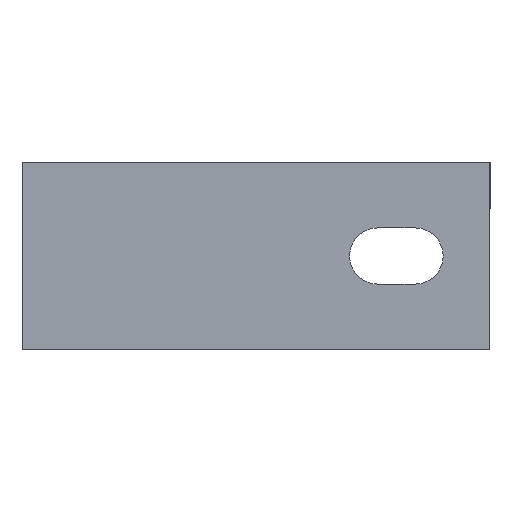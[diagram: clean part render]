
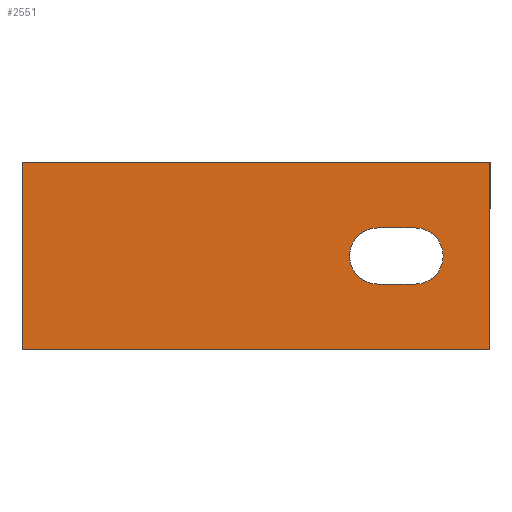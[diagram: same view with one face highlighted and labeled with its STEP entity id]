
A CAD part, front view. The second image highlights one B-rep face of the part: STEP entity #2551.
In plain terms, the highlighted planar face has unit normal (0, -1, 0).
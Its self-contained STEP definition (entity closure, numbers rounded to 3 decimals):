
#2 = DIRECTION ( 'NONE',  ( -1., 0., 0. ) ) ;
#6 = CARTESIAN_POINT ( 'NONE',  ( -50., 0., -20. ) ) ;
#7 = CARTESIAN_POINT ( 'NONE',  ( 26., 0., 6. ) ) ;
#8 = DIRECTION ( 'NONE',  ( 1., 0., 0. ) ) ;
#32 = DIRECTION ( 'NONE',  ( 0., 1., 0. ) ) ;
#36 = CARTESIAN_POINT ( 'NONE',  ( 50., 0., -20. ) ) ;
#37 = DIRECTION ( 'NONE',  ( 0., 0., -1. ) ) ;
#49 = DIRECTION ( 'NONE',  ( 0., 0., 1. ) ) ;
#50 = CARTESIAN_POINT ( 'NONE',  ( 34., 0., 0. ) ) ;
#51 = DIRECTION ( 'NONE',  ( 0., 0., 1. ) ) ;
#53 = CARTESIAN_POINT ( 'NONE',  ( -50., 0., -20. ) ) ;
#138 = AXIS2_PLACEMENT_3D ( 'NONE', #2057, #2058, #2059 ) ;
#205 = EDGE_CURVE ( 'NONE', #420, #399, #2913, .T. ) ;
#213 = EDGE_CURVE ( 'NONE', #389, #394, #2915, .T. ) ;
#216 = EDGE_CURVE ( 'NONE', #497, #420, #2752, .T. ) ;
#219 = EDGE_CURVE ( 'NONE', #503, #461, #2776, .T. ) ;
#220 = EDGE_CURVE ( 'NONE', #394, #503, #2781, .T. ) ;
#255 = AXIS2_PLACEMENT_3D ( 'NONE', #50, #32, #49 ) ;
#389 = VERTEX_POINT ( 'NONE', #981 ) ;
#394 = VERTEX_POINT ( 'NONE', #986 ) ;
#399 = VERTEX_POINT ( 'NONE', #991 ) ;
#407 = VERTEX_POINT ( 'NONE', #998 ) ;
#420 = VERTEX_POINT ( 'NONE', #1011 ) ;
#461 = VERTEX_POINT ( 'NONE', #753 ) ;
#497 = VERTEX_POINT ( 'NONE', #767 ) ;
#503 = VERTEX_POINT ( 'NONE', #774 ) ;
#512 = EDGE_LOOP ( 'NONE', ( #1616, #1614, #1615, #1613 ) ) ;
#574 = EDGE_LOOP ( 'NONE', ( #1612, #1610, #1609, #1606 ) ) ;
#753 = CARTESIAN_POINT ( 'NONE',  ( -50., 0., 20. ) ) ;
#767 = CARTESIAN_POINT ( 'NONE',  ( 26., 0., 6. ) ) ;
#774 = CARTESIAN_POINT ( 'NONE',  ( -50., 0., -20. ) ) ;
#981 = CARTESIAN_POINT ( 'NONE',  ( 50., 0., 20. ) ) ;
#986 = CARTESIAN_POINT ( 'NONE',  ( 50., 0., -20. ) ) ;
#991 = CARTESIAN_POINT ( 'NONE',  ( 34., 0., -6. ) ) ;
#998 = CARTESIAN_POINT ( 'NONE',  ( 26., 0., -6. ) ) ;
#1011 = CARTESIAN_POINT ( 'NONE',  ( 34., 0., 6. ) ) ;
#1606 = ORIENTED_EDGE ( 'NONE', *, *, #2216, .T. ) ;
#1609 = ORIENTED_EDGE ( 'NONE', *, *, #205, .T. ) ;
#1610 = ORIENTED_EDGE ( 'NONE', *, *, #216, .T. ) ;
#1612 = ORIENTED_EDGE ( 'NONE', *, *, #2232, .T. ) ;
#1613 = ORIENTED_EDGE ( 'NONE', *, *, #220, .F. ) ;
#1614 = ORIENTED_EDGE ( 'NONE', *, *, #2215, .F. ) ;
#1615 = ORIENTED_EDGE ( 'NONE', *, *, #219, .F. ) ;
#1616 = ORIENTED_EDGE ( 'NONE', *, *, #213, .F. ) ;
#2057 = CARTESIAN_POINT ( 'NONE',  ( 26., 0., 0. ) ) ;
#2058 = DIRECTION ( 'NONE',  ( 0., 1., 0. ) ) ;
#2059 = DIRECTION ( 'NONE',  ( 0., 0., 1. ) ) ;
#2143 = CARTESIAN_POINT ( 'NONE',  ( 0., 0., 0. ) ) ;
#2151 = PLANE ( 'NONE',  #2518 ) ;
#2153 = DIRECTION ( 'NONE',  ( 0., 1., 0. ) ) ;
#2154 = DIRECTION ( 'NONE',  ( 0., 0., 1. ) ) ;
#2215 = EDGE_CURVE ( 'NONE', #461, #389, #2746, .T. ) ;
#2216 = EDGE_CURVE ( 'NONE', #399, #407, #2735, .T. ) ;
#2232 = EDGE_CURVE ( 'NONE', #407, #497, #2884, .T. ) ;
#2384 = CARTESIAN_POINT ( 'NONE',  ( -50., 0., 20. ) ) ;
#2385 = DIRECTION ( 'NONE',  ( 1., 0., 0. ) ) ;
#2386 = CARTESIAN_POINT ( 'NONE',  ( 26., 0., -6. ) ) ;
#2387 = DIRECTION ( 'NONE',  ( -1., 0., 0. ) ) ;
#2518 = AXIS2_PLACEMENT_3D ( 'NONE', #2143, #2153, #2154 ) ;
#2551 = ADVANCED_FACE ( 'NONE', ( #2900, #2896 ), #2151, .F. ) ;
#2656 = VECTOR ( 'NONE', #37, 1000. ) ;
#2710 = VECTOR ( 'NONE', #51, 1000. ) ;
#2724 = VECTOR ( 'NONE', #2387, 1000. ) ;
#2727 = VECTOR ( 'NONE', #2385, 1000. ) ;
#2735 = LINE ( 'NONE', #2386, #2724 ) ;
#2746 = LINE ( 'NONE', #2384, #2727 ) ;
#2752 = LINE ( 'NONE', #7, #2763 ) ;
#2763 = VECTOR ( 'NONE', #8, 1000. ) ;
#2776 = LINE ( 'NONE', #53, #2710 ) ;
#2780 = VECTOR ( 'NONE', #2, 1000. ) ;
#2781 = LINE ( 'NONE', #6, #2780 ) ;
#2884 = CIRCLE ( 'NONE', #138, 6. ) ;
#2896 = FACE_BOUND ( 'NONE', #574, .T. ) ;
#2900 = FACE_OUTER_BOUND ( 'NONE', #512, .T. ) ;
#2913 = CIRCLE ( 'NONE', #255, 6. ) ;
#2915 = LINE ( 'NONE', #36, #2656 ) ;
